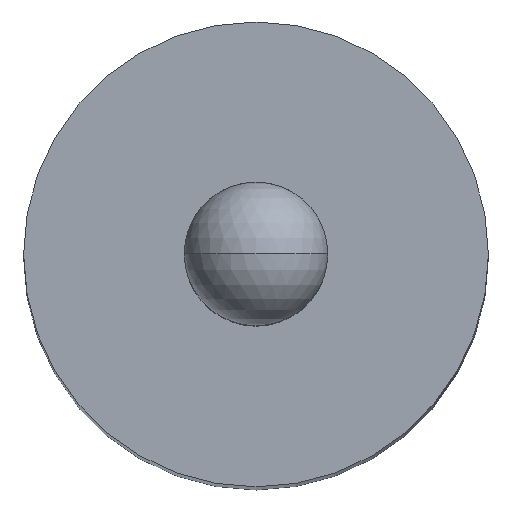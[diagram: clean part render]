
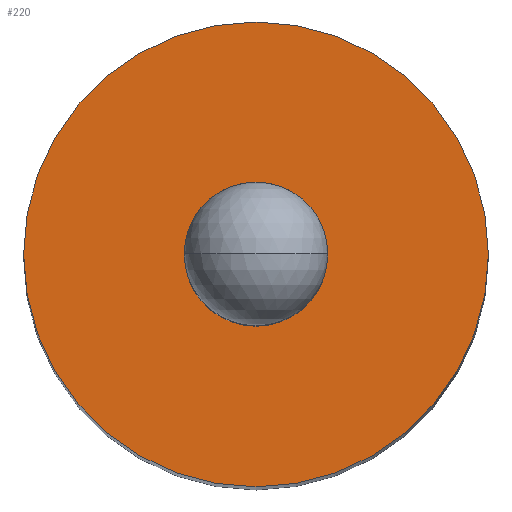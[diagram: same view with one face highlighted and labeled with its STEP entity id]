
A CAD part, top view. The second image highlights one B-rep face of the part: STEP entity #220.
In plain terms, the highlighted planar face has unit normal (0, 0, 1).
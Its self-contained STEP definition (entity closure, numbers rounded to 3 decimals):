
#4 = DIRECTION ( 'NONE',  ( 0., 0., -1. ) ) ;
#10 = EDGE_CURVE ( 'NONE', #234, #302, #376, .T. ) ;
#18 = CIRCLE ( 'NONE', #65, 0.615 ) ;
#20 = DIRECTION ( 'NONE',  ( -1., 0., 0. ) ) ;
#44 = FACE_OUTER_BOUND ( 'NONE', #373, .T. ) ;
#65 = AXIS2_PLACEMENT_3D ( 'NONE', #394, #4, #240 ) ;
#66 = CIRCLE ( 'NONE', #320, 0.19 ) ;
#70 = CARTESIAN_POINT ( 'NONE',  ( -0.19, 0., -0.97 ) ) ;
#87 = ORIENTED_EDGE ( 'NONE', *, *, #233, .F. ) ;
#93 = AXIS2_PLACEMENT_3D ( 'NONE', #111, #332, #236 ) ;
#96 = EDGE_CURVE ( 'NONE', #302, #234, #66, .T. ) ;
#104 = AXIS2_PLACEMENT_3D ( 'NONE', #330, #119, #184 ) ;
#106 = EDGE_CURVE ( 'NONE', #313, #357, #268, .T. ) ;
#111 = CARTESIAN_POINT ( 'NONE',  ( 0., 0., -0.97 ) ) ;
#119 = DIRECTION ( 'NONE',  ( 0., 0., -1. ) ) ;
#121 = CARTESIAN_POINT ( 'NONE',  ( 0.19, 0., -0.97 ) ) ;
#126 = DIRECTION ( 'NONE',  ( 0., 0., -1. ) ) ;
#152 = ORIENTED_EDGE ( 'NONE', *, *, #10, .T. ) ;
#184 = DIRECTION ( 'NONE',  ( -1., 0., 0. ) ) ;
#198 = CARTESIAN_POINT ( 'NONE',  ( 0., 0., -0.97 ) ) ;
#208 = CARTESIAN_POINT ( 'NONE',  ( -0.615, 0., -0.97 ) ) ;
#220 = ADVANCED_FACE ( 'NONE', ( #399, #44 ), #294, .F. ) ;
#233 = EDGE_CURVE ( 'NONE', #357, #313, #18, .T. ) ;
#234 = VERTEX_POINT ( 'NONE', #70 ) ;
#236 = DIRECTION ( 'NONE',  ( -1., 0., 0. ) ) ;
#240 = DIRECTION ( 'NONE',  ( -1., 0., 0. ) ) ;
#268 = CIRCLE ( 'NONE', #104, 0.615 ) ;
#273 = CARTESIAN_POINT ( 'NONE',  ( 0.615, 0., -0.97 ) ) ;
#294 = PLANE ( 'NONE',  #93 ) ;
#302 = VERTEX_POINT ( 'NONE', #121 ) ;
#313 = VERTEX_POINT ( 'NONE', #208 ) ;
#320 = AXIS2_PLACEMENT_3D ( 'NONE', #375, #366, #20 ) ;
#330 = CARTESIAN_POINT ( 'NONE',  ( 0., 0., -0.97 ) ) ;
#332 = DIRECTION ( 'NONE',  ( 0., 0., -1. ) ) ;
#340 = AXIS2_PLACEMENT_3D ( 'NONE', #198, #126, #401 ) ;
#357 = VERTEX_POINT ( 'NONE', #273 ) ;
#366 = DIRECTION ( 'NONE',  ( 0., 0., -1. ) ) ;
#373 = EDGE_LOOP ( 'NONE', ( #409, #87 ) ) ;
#375 = CARTESIAN_POINT ( 'NONE',  ( 0., 0., -0.97 ) ) ;
#376 = CIRCLE ( 'NONE', #340, 0.19 ) ;
#382 = EDGE_LOOP ( 'NONE', ( #152, #415 ) ) ;
#394 = CARTESIAN_POINT ( 'NONE',  ( 0., 0., -0.97 ) ) ;
#399 = FACE_BOUND ( 'NONE', #382, .T. ) ;
#401 = DIRECTION ( 'NONE',  ( -1., 0., 0. ) ) ;
#409 = ORIENTED_EDGE ( 'NONE', *, *, #106, .F. ) ;
#415 = ORIENTED_EDGE ( 'NONE', *, *, #96, .T. ) ;
